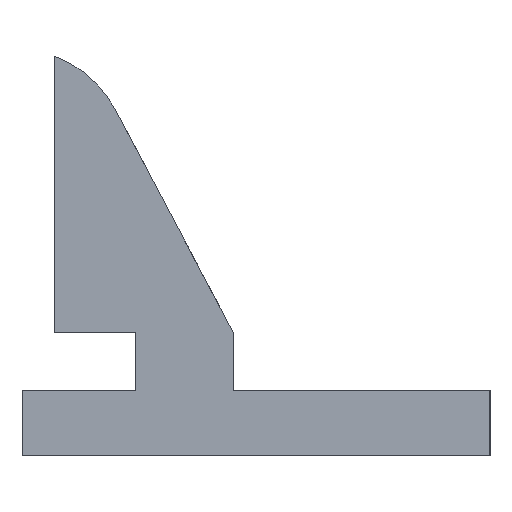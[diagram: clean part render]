
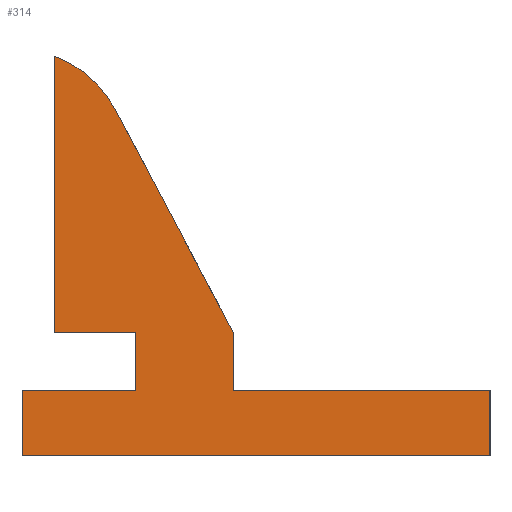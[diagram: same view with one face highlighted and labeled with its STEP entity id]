
A CAD part, left-side view. The second image highlights one B-rep face of the part: STEP entity #314.
In plain terms, the highlighted planar face has unit normal (-1, 0, 0).
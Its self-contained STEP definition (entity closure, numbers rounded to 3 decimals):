
#29=PLANE('',#350);
#45=FACE_OUTER_BOUND('',#63,.T.);
#63=EDGE_LOOP('',(#285,#286,#287,#288,#289,#290,#291,#292,#293,#294,#295));
#68=CIRCLE('',#340,3.5);
#75=LINE('',#451,#111);
#81=LINE('',#467,#117);
#84=LINE('',#472,#120);
#93=LINE('',#495,#129);
#95=LINE('',#499,#131);
#97=LINE('',#503,#133);
#99=LINE('',#507,#135);
#101=LINE('',#511,#137);
#103=LINE('',#515,#139);
#105=LINE('',#518,#141);
#111=VECTOR('',#366,10.);
#117=VECTOR('',#382,10.);
#120=VECTOR('',#387,10.);
#129=VECTOR('',#406,10.);
#131=VECTOR('',#410,10.);
#133=VECTOR('',#414,10.);
#135=VECTOR('',#418,10.);
#137=VECTOR('',#422,10.);
#139=VECTOR('',#426,10.);
#141=VECTOR('',#430,10.);
#148=VERTEX_POINT('',#448);
#149=VERTEX_POINT('',#450);
#153=VERTEX_POINT('',#464);
#154=VERTEX_POINT('',#466);
#156=VERTEX_POINT('',#474);
#164=VERTEX_POINT('',#494);
#165=VERTEX_POINT('',#498);
#166=VERTEX_POINT('',#502);
#167=VERTEX_POINT('',#506);
#168=VERTEX_POINT('',#510);
#169=VERTEX_POINT('',#514);
#177=EDGE_CURVE('',#148,#149,#75,.T.);
#185=EDGE_CURVE('',#154,#153,#81,.T.);
#188=EDGE_CURVE('',#149,#153,#84,.T.);
#189=EDGE_CURVE('',#156,#148,#68,.T.);
#199=EDGE_CURVE('',#156,#164,#93,.T.);
#201=EDGE_CURVE('',#164,#165,#95,.T.);
#203=EDGE_CURVE('',#166,#165,#97,.T.);
#205=EDGE_CURVE('',#166,#167,#99,.T.);
#207=EDGE_CURVE('',#167,#168,#101,.T.);
#209=EDGE_CURVE('',#168,#169,#103,.T.);
#211=EDGE_CURVE('',#169,#154,#105,.T.);
#285=ORIENTED_EDGE('',*,*,#189,.F.);
#286=ORIENTED_EDGE('',*,*,#199,.T.);
#287=ORIENTED_EDGE('',*,*,#201,.T.);
#288=ORIENTED_EDGE('',*,*,#203,.F.);
#289=ORIENTED_EDGE('',*,*,#205,.T.);
#290=ORIENTED_EDGE('',*,*,#207,.T.);
#291=ORIENTED_EDGE('',*,*,#209,.T.);
#292=ORIENTED_EDGE('',*,*,#211,.T.);
#293=ORIENTED_EDGE('',*,*,#185,.T.);
#294=ORIENTED_EDGE('',*,*,#188,.F.);
#295=ORIENTED_EDGE('',*,*,#177,.F.);
#314=ADVANCED_FACE('',(#45),#29,.F.);
#340=AXIS2_PLACEMENT_3D('',#475,#390,#391);
#350=AXIS2_PLACEMENT_3D('',#519,#431,#432);
#366=DIRECTION('',(0.,-0.468,-0.884));
#382=DIRECTION('',(0.,1.,0.));
#387=DIRECTION('',(0.,0.,-1.));
#390=DIRECTION('center_axis',(1.,0.,0.));
#391=DIRECTION('ref_axis',(0.,-0.35,0.937));
#406=DIRECTION('',(0.,0.,-1.));
#410=DIRECTION('',(0.,-1.,0.));
#414=DIRECTION('',(0.,0.,1.));
#418=DIRECTION('',(0.,1.,0.));
#422=DIRECTION('',(0.,0.,-1.));
#426=DIRECTION('',(0.,-1.,0.));
#430=DIRECTION('',(0.,0.,1.));
#431=DIRECTION('center_axis',(1.,0.,0.));
#432=DIRECTION('ref_axis',(0.,0.,-1.));
#448=CARTESIAN_POINT('',(0.,11.531,10.659));
#450=CARTESIAN_POINT('',(0.,7.9,3.8));
#451=CARTESIAN_POINT('',(0.,9.434,6.698));
#464=CARTESIAN_POINT('',(0.,7.9,2.));
#466=CARTESIAN_POINT('',(0.,0.,2.));
#467=CARTESIAN_POINT('',(0.,0.,2.));
#472=CARTESIAN_POINT('',(0.,7.9,3.8));
#474=CARTESIAN_POINT('',(0.,13.4,12.3));
#475=CARTESIAN_POINT('Origin',(0.,14.624,9.021));
#494=CARTESIAN_POINT('',(0.,13.4,3.8));
#495=CARTESIAN_POINT('',(0.,13.4,12.3));
#498=CARTESIAN_POINT('',(0.,10.9,3.8));
#499=CARTESIAN_POINT('',(0.,13.4,3.8));
#502=CARTESIAN_POINT('',(0.,10.9,2.));
#503=CARTESIAN_POINT('',(0.,10.9,2.));
#506=CARTESIAN_POINT('',(0.,14.4,2.));
#507=CARTESIAN_POINT('',(0.,0.,2.));
#510=CARTESIAN_POINT('',(0.,14.4,0.));
#511=CARTESIAN_POINT('',(0.,14.4,2.));
#514=CARTESIAN_POINT('',(0.,0.,0.));
#515=CARTESIAN_POINT('',(0.,14.4,0.));
#518=CARTESIAN_POINT('',(0.,0.,0.));
#519=CARTESIAN_POINT('Origin',(0.,7.2,6.15));
